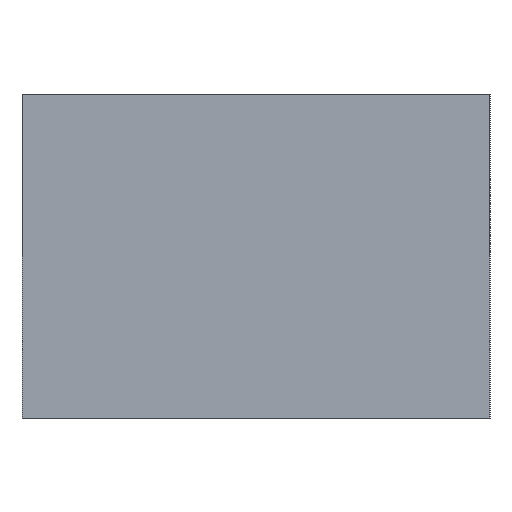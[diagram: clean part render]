
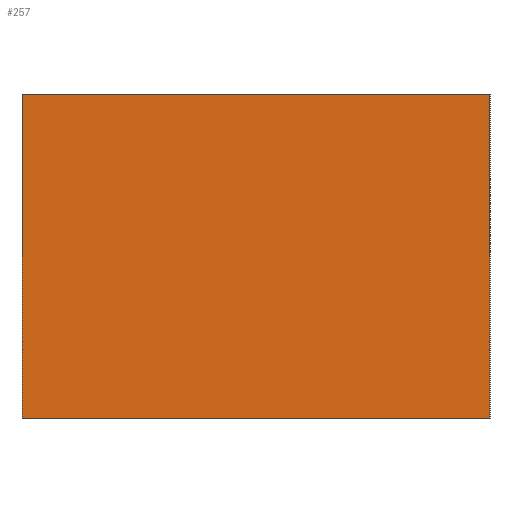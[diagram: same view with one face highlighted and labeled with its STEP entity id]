
A CAD part, left-side view. The second image highlights one B-rep face of the part: STEP entity #257.
In plain terms, the highlighted planar face has unit normal (-1, 0, 0).
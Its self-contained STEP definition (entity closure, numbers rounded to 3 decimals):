
#88 = VERTEX_POINT ( 'NONE', #1907 ) ;
#92 = LINE ( 'NONE', #1135, #204 ) ;
#109 = EDGE_CURVE ( 'NONE', #1782, #393, #1664, .T. ) ;
#132 = EDGE_LOOP ( 'NONE', ( #1757, #143, #500, #364 ) ) ;
#142 = CARTESIAN_POINT ( 'NONE',  ( -2., -6., 18. ) ) ;
#143 = ORIENTED_EDGE ( 'NONE', *, *, #109, .F. ) ;
#146 = CARTESIAN_POINT ( 'NONE',  ( -2., 20., 0. ) ) ;
#179 = CARTESIAN_POINT ( 'NONE',  ( -2., 20., 18. ) ) ;
#204 = VECTOR ( 'NONE', #2253, 1000. ) ;
#257 = ADVANCED_FACE ( 'NONE', ( #2058 ), #2122, .T. ) ;
#310 = DIRECTION ( 'NONE',  ( -1., 0., 0. ) ) ;
#364 = ORIENTED_EDGE ( 'NONE', *, *, #2108, .T. ) ;
#393 = VERTEX_POINT ( 'NONE', #1953 ) ;
#500 = ORIENTED_EDGE ( 'NONE', *, *, #2006, .T. ) ;
#531 = DIRECTION ( 'NONE',  ( 0., 1., 0. ) ) ;
#638 = CARTESIAN_POINT ( 'NONE',  ( -2., 0., 0. ) ) ;
#733 = VECTOR ( 'NONE', #1786, 1000. ) ;
#900 = LINE ( 'NONE', #179, #1816 ) ;
#984 = CARTESIAN_POINT ( 'NONE',  ( -2., -6., 18. ) ) ;
#1135 = CARTESIAN_POINT ( 'NONE',  ( -2., 20., 0. ) ) ;
#1261 = LINE ( 'NONE', #146, #733 ) ;
#1265 = VECTOR ( 'NONE', #1532, 1000. ) ;
#1407 = AXIS2_PLACEMENT_3D ( 'NONE', #638, #310, #2114 ) ;
#1532 = DIRECTION ( 'NONE',  ( 0., 0., -1. ) ) ;
#1651 = CARTESIAN_POINT ( 'NONE',  ( -2., 20., 18. ) ) ;
#1664 = LINE ( 'NONE', #984, #1265 ) ;
#1757 = ORIENTED_EDGE ( 'NONE', *, *, #2349, .T. ) ;
#1782 = VERTEX_POINT ( 'NONE', #142 ) ;
#1786 = DIRECTION ( 'NONE',  ( 0., -1., 0. ) ) ;
#1816 = VECTOR ( 'NONE', #531, 1000. ) ;
#1907 = CARTESIAN_POINT ( 'NONE',  ( -2., 20., 0. ) ) ;
#1953 = CARTESIAN_POINT ( 'NONE',  ( -2., -6., 0. ) ) ;
#2006 = EDGE_CURVE ( 'NONE', #1782, #2029, #900, .T. ) ;
#2029 = VERTEX_POINT ( 'NONE', #1651 ) ;
#2058 = FACE_OUTER_BOUND ( 'NONE', #132, .T. ) ;
#2108 = EDGE_CURVE ( 'NONE', #2029, #88, #92, .T. ) ;
#2114 = DIRECTION ( 'NONE',  ( 0., 0., 1. ) ) ;
#2122 = PLANE ( 'NONE',  #1407 ) ;
#2253 = DIRECTION ( 'NONE',  ( 0., 0., -1. ) ) ;
#2349 = EDGE_CURVE ( 'NONE', #88, #393, #1261, .T. ) ;
